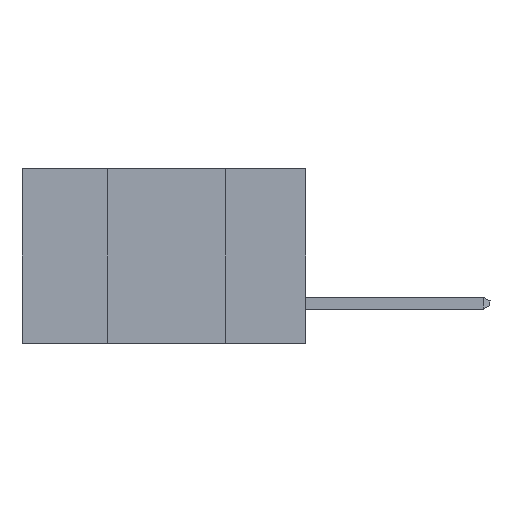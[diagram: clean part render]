
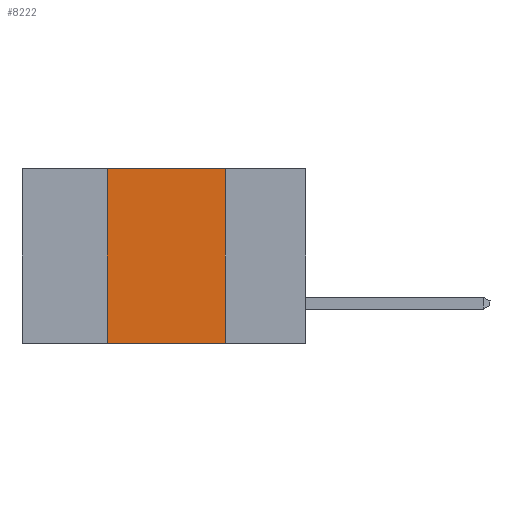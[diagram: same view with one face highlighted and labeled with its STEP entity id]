
A CAD part, left-side view. The second image highlights one B-rep face of the part: STEP entity #8222.
In plain terms, the highlighted planar face has unit normal (-1, 0, 0).
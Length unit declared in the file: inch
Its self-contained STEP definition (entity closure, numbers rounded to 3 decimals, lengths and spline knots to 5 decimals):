
#280 = LINE ( 'NONE', #4351, #13773 ) ;
#646 = EDGE_CURVE ( 'NONE', #15551, #13836, #1422, .T. ) ;
#984 = DIRECTION ( 'NONE',  ( 0., 0., 1. ) ) ;
#1127 = CARTESIAN_POINT ( 'NONE',  ( 0., 0.17, -0.37 ) ) ;
#1369 = DIRECTION ( 'NONE',  ( 0., 0., -1. ) ) ;
#1422 = LINE ( 'NONE', #17357, #18362 ) ;
#1527 = AXIS2_PLACEMENT_3D ( 'NONE', #18731, #17073, #1369 ) ;
#2611 = LINE ( 'NONE', #5813, #10727 ) ;
#2945 = PLANE ( 'NONE',  #1527 ) ;
#4351 = CARTESIAN_POINT ( 'NONE',  ( 0., 0.6, -0.37 ) ) ;
#5167 = CARTESIAN_POINT ( 'NONE',  ( 0., 0.17, 0. ) ) ;
#5813 = CARTESIAN_POINT ( 'NONE',  ( 0., 0.6, 0. ) ) ;
#7250 = DIRECTION ( 'NONE',  ( 0., -1., 0. ) ) ;
#8222 = ADVANCED_FACE ( 'NONE', ( #14264 ), #2945, .F. ) ;
#8325 = EDGE_CURVE ( 'NONE', #18364, #13836, #280, .T. ) ;
#8967 = ORIENTED_EDGE ( 'NONE', *, *, #8325, .T. ) ;
#9270 = CARTESIAN_POINT ( 'NONE',  ( 0., 0.42, 0. ) ) ;
#9632 = DIRECTION ( 'NONE',  ( 0., 0., -1. ) ) ;
#9665 = ORIENTED_EDGE ( 'NONE', *, *, #10802, .F. ) ;
#9753 = EDGE_LOOP ( 'NONE', ( #14930, #17158, #9665, #8967 ) ) ;
#10727 = VECTOR ( 'NONE', #7250, 39.37008 ) ;
#10800 = EDGE_CURVE ( 'NONE', #14409, #15551, #2611, .T. ) ;
#10802 = EDGE_CURVE ( 'NONE', #18364, #14409, #19304, .T. ) ;
#12761 = CARTESIAN_POINT ( 'NONE',  ( 0., 0.42, -0.37 ) ) ;
#13773 = VECTOR ( 'NONE', #15353, 39.37008 ) ;
#13836 = VERTEX_POINT ( 'NONE', #1127 ) ;
#14264 = FACE_OUTER_BOUND ( 'NONE', #9753, .T. ) ;
#14409 = VERTEX_POINT ( 'NONE', #9270 ) ;
#14930 = ORIENTED_EDGE ( 'NONE', *, *, #646, .F. ) ;
#15177 = CARTESIAN_POINT ( 'NONE',  ( 0., 0.42, 0. ) ) ;
#15353 = DIRECTION ( 'NONE',  ( 0., -1., 0. ) ) ;
#15551 = VERTEX_POINT ( 'NONE', #5167 ) ;
#17073 = DIRECTION ( 'NONE',  ( 1., 0., 0. ) ) ;
#17158 = ORIENTED_EDGE ( 'NONE', *, *, #10800, .F. ) ;
#17357 = CARTESIAN_POINT ( 'NONE',  ( 0., 0.17, 0. ) ) ;
#18362 = VECTOR ( 'NONE', #9632, 39.37008 ) ;
#18364 = VERTEX_POINT ( 'NONE', #12761 ) ;
#18731 = CARTESIAN_POINT ( 'NONE',  ( 0., 0.6, 0. ) ) ;
#19304 = LINE ( 'NONE', #15177, #19769 ) ;
#19769 = VECTOR ( 'NONE', #984, 39.37008 ) ;
